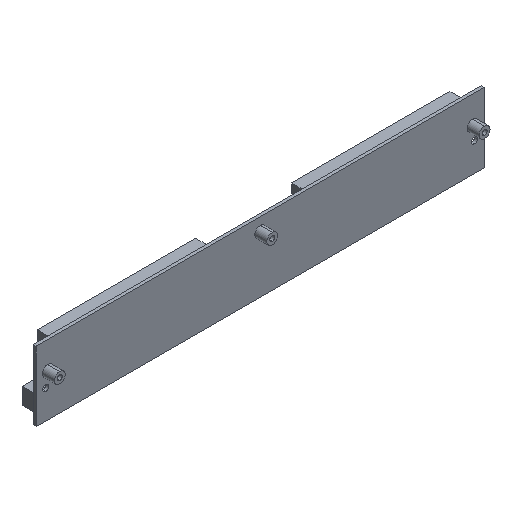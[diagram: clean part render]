
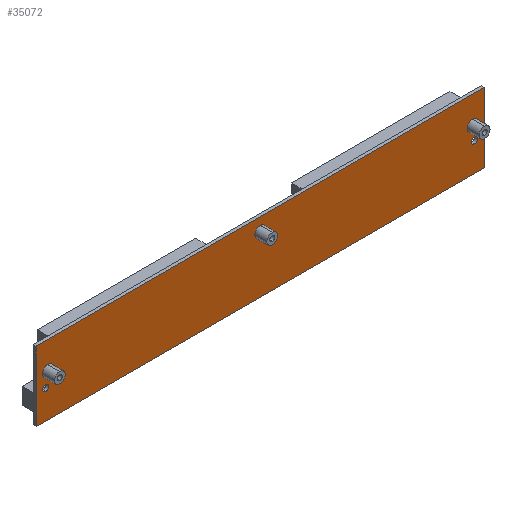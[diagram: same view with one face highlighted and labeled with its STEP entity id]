
A CAD part, isometric view. The second image highlights one B-rep face of the part: STEP entity #35072.
In plain terms, the highlighted planar face has unit normal (0, -1, 0).
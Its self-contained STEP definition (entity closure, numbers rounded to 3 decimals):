
#168 = DIRECTION ( 'NONE',  ( -1., 0., 0. ) ) ;
#425 = VERTEX_POINT ( 'NONE', #15583 ) ;
#719 = CARTESIAN_POINT ( 'NONE',  ( 110., -0.75, -3.3 ) ) ;
#1050 = ORIENTED_EDGE ( 'NONE', *, *, #22543, .F. ) ;
#1057 = CARTESIAN_POINT ( 'NONE',  ( 109., -0.75, 6.65 ) ) ;
#1494 = FACE_BOUND ( 'NONE', #21848, .T. ) ;
#1929 = DIRECTION ( 'NONE',  ( 0., 0., -1. ) ) ;
#2011 = ORIENTED_EDGE ( 'NONE', *, *, #9492, .T. ) ;
#2383 = EDGE_CURVE ( 'NONE', #26449, #14385, #14134, .T. ) ;
#3083 = ORIENTED_EDGE ( 'NONE', *, *, #8355, .F. ) ;
#3096 = VECTOR ( 'NONE', #168, 1000. ) ;
#3225 = CIRCLE ( 'NONE', #13885, 2.75 ) ;
#3270 = AXIS2_PLACEMENT_3D ( 'NONE', #34657, #26729, #1929 ) ;
#3616 = ORIENTED_EDGE ( 'NONE', *, *, #21080, .F. ) ;
#3975 = CARTESIAN_POINT ( 'NONE',  ( -109., -0.75, 3.9 ) ) ;
#4003 = CARTESIAN_POINT ( 'NONE',  ( 109., -0.75, 1.15 ) ) ;
#4135 = VERTEX_POINT ( 'NONE', #25872 ) ;
#4236 = EDGE_LOOP ( 'NONE', ( #6357, #33355 ) ) ;
#4298 = DIRECTION ( 'NONE',  ( 0., 1., 0. ) ) ;
#4536 = DIRECTION ( 'NONE',  ( 0., 0., -1. ) ) ;
#4704 = CARTESIAN_POINT ( 'NONE',  ( 0., -0.75, 11.2 ) ) ;
#5516 = CARTESIAN_POINT ( 'NONE',  ( 115., -0.75, 17.9 ) ) ;
#5894 = AXIS2_PLACEMENT_3D ( 'NONE', #3975, #31274, #20772 ) ;
#6357 = ORIENTED_EDGE ( 'NONE', *, *, #26502, .F. ) ;
#6524 = DIRECTION ( 'NONE',  ( 0., 0., 1. ) ) ;
#6532 = EDGE_CURVE ( 'NONE', #14385, #22245, #22074, .T. ) ;
#7103 = EDGE_CURVE ( 'NONE', #24225, #26449, #24023, .T. ) ;
#7106 = ORIENTED_EDGE ( 'NONE', *, *, #8074, .T. ) ;
#7338 = DIRECTION ( 'NONE',  ( 0., 1., 0. ) ) ;
#7993 = DIRECTION ( 'NONE',  ( 0., 0., 1. ) ) ;
#8074 = EDGE_CURVE ( 'NONE', #4135, #35325, #11038, .T. ) ;
#8355 = EDGE_CURVE ( 'NONE', #22245, #24225, #34119, .T. ) ;
#8642 = DIRECTION ( 'NONE',  ( 0., 0., 1. ) ) ;
#8728 = CARTESIAN_POINT ( 'NONE',  ( -109., -0.75, 1.15 ) ) ;
#9006 = CARTESIAN_POINT ( 'NONE',  ( -110., -0.75, -3.3 ) ) ;
#9190 = EDGE_CURVE ( 'NONE', #22421, #15299, #11282, .T. ) ;
#9249 = VECTOR ( 'NONE', #34525, 1000. ) ;
#9492 = EDGE_CURVE ( 'NONE', #15299, #22421, #35263, .T. ) ;
#10135 = CARTESIAN_POINT ( 'NONE',  ( 0., -0.75, 11.2 ) ) ;
#11038 = CIRCLE ( 'NONE', #17927, 1.55 ) ;
#11282 = CIRCLE ( 'NONE', #18102, 1.55 ) ;
#11806 = VERTEX_POINT ( 'NONE', #28428 ) ;
#12224 = AXIS2_PLACEMENT_3D ( 'NONE', #719, #17050, #6524 ) ;
#12376 = CIRCLE ( 'NONE', #12224, 1.55 ) ;
#13030 = ORIENTED_EDGE ( 'NONE', *, *, #9190, .T. ) ;
#13039 = DIRECTION ( 'NONE',  ( 0., 0., 1. ) ) ;
#13147 = ORIENTED_EDGE ( 'NONE', *, *, #21339, .T. ) ;
#13366 = FACE_BOUND ( 'NONE', #28903, .T. ) ;
#13885 = AXIS2_PLACEMENT_3D ( 'NONE', #4704, #29412, #23954 ) ;
#13933 = AXIS2_PLACEMENT_3D ( 'NONE', #9006, #17147, #8642 ) ;
#13957 = VECTOR ( 'NONE', #16962, 1000. ) ;
#14134 = LINE ( 'NONE', #24053, #23574 ) ;
#14351 = CARTESIAN_POINT ( 'NONE',  ( -110., -0.75, -4.85 ) ) ;
#14385 = VERTEX_POINT ( 'NONE', #16817 ) ;
#14494 = CIRCLE ( 'NONE', #15934, 2.75 ) ;
#15299 = VERTEX_POINT ( 'NONE', #15941 ) ;
#15509 = VERTEX_POINT ( 'NONE', #8728 ) ;
#15552 = DIRECTION ( 'NONE',  ( 0., -1., 0. ) ) ;
#15583 = CARTESIAN_POINT ( 'NONE',  ( -109., -0.75, 6.65 ) ) ;
#15696 = ORIENTED_EDGE ( 'NONE', *, *, #23131, .F. ) ;
#15934 = AXIS2_PLACEMENT_3D ( 'NONE', #29616, #18598, #32576 ) ;
#15941 = CARTESIAN_POINT ( 'NONE',  ( -110., -0.75, -1.75 ) ) ;
#16058 = CARTESIAN_POINT ( 'NONE',  ( 115., -0.75, -17.9 ) ) ;
#16796 = CIRCLE ( 'NONE', #5894, 2.75 ) ;
#16817 = CARTESIAN_POINT ( 'NONE',  ( -115., -0.75, 17.9 ) ) ;
#16962 = DIRECTION ( 'NONE',  ( 0., 0., -1. ) ) ;
#17050 = DIRECTION ( 'NONE',  ( 0., 1., 0. ) ) ;
#17147 = DIRECTION ( 'NONE',  ( 0., 1., 0. ) ) ;
#17872 = ORIENTED_EDGE ( 'NONE', *, *, #7103, .F. ) ;
#17927 = AXIS2_PLACEMENT_3D ( 'NONE', #29449, #7338, #13039 ) ;
#18102 = AXIS2_PLACEMENT_3D ( 'NONE', #20639, #4298, #23387 ) ;
#18550 = DIRECTION ( 'NONE',  ( 0., 0., -1. ) ) ;
#18598 = DIRECTION ( 'NONE',  ( 0., -1., 0. ) ) ;
#18666 = PLANE ( 'NONE',  #21392 ) ;
#19523 = ORIENTED_EDGE ( 'NONE', *, *, #2383, .F. ) ;
#20639 = CARTESIAN_POINT ( 'NONE',  ( -110., -0.75, -3.3 ) ) ;
#20680 = FACE_OUTER_BOUND ( 'NONE', #26435, .T. ) ;
#20772 = DIRECTION ( 'NONE',  ( 0., 0., -1. ) ) ;
#20989 = CARTESIAN_POINT ( 'NONE',  ( -115., -0.75, 17.9 ) ) ;
#21080 = EDGE_CURVE ( 'NONE', #425, #15509, #14494, .T. ) ;
#21122 = CARTESIAN_POINT ( 'NONE',  ( -115., -0.75, -17.9 ) ) ;
#21320 = EDGE_LOOP ( 'NONE', ( #13030, #2011 ) ) ;
#21339 = EDGE_CURVE ( 'NONE', #35325, #4135, #12376, .T. ) ;
#21392 = AXIS2_PLACEMENT_3D ( 'NONE', #16058, #24327, #18550 ) ;
#21783 = VERTEX_POINT ( 'NONE', #30260 ) ;
#21848 = EDGE_LOOP ( 'NONE', ( #13147, #7106 ) ) ;
#21880 = ORIENTED_EDGE ( 'NONE', *, *, #31475, .F. ) ;
#22074 = LINE ( 'NONE', #20989, #9249 ) ;
#22245 = VERTEX_POINT ( 'NONE', #26667 ) ;
#22421 = VERTEX_POINT ( 'NONE', #14351 ) ;
#22468 = CIRCLE ( 'NONE', #33550, 2.75 ) ;
#22543 = EDGE_CURVE ( 'NONE', #21783, #11806, #3225, .T. ) ;
#22734 = CARTESIAN_POINT ( 'NONE',  ( 110., -0.75, -4.85 ) ) ;
#23131 = EDGE_CURVE ( 'NONE', #11806, #21783, #22468, .T. ) ;
#23387 = DIRECTION ( 'NONE',  ( 0., 0., 1. ) ) ;
#23574 = VECTOR ( 'NONE', #7993, 1000. ) ;
#23954 = DIRECTION ( 'NONE',  ( 0., 0., -1. ) ) ;
#24023 = LINE ( 'NONE', #32857, #3096 ) ;
#24053 = CARTESIAN_POINT ( 'NONE',  ( -115., -0.75, 17.9 ) ) ;
#24118 = FACE_BOUND ( 'NONE', #21320, .T. ) ;
#24225 = VERTEX_POINT ( 'NONE', #33893 ) ;
#24280 = AXIS2_PLACEMENT_3D ( 'NONE', #26899, #15552, #32147 ) ;
#24327 = DIRECTION ( 'NONE',  ( 0., -1., 0. ) ) ;
#24952 = EDGE_LOOP ( 'NONE', ( #1050, #15696 ) ) ;
#25872 = CARTESIAN_POINT ( 'NONE',  ( 110., -0.75, -1.75 ) ) ;
#26435 = EDGE_LOOP ( 'NONE', ( #3083, #32291, #19523, #17872 ) ) ;
#26449 = VERTEX_POINT ( 'NONE', #21122 ) ;
#26502 = EDGE_CURVE ( 'NONE', #28614, #29154, #30619, .T. ) ;
#26667 = CARTESIAN_POINT ( 'NONE',  ( 115., -0.75, 17.9 ) ) ;
#26729 = DIRECTION ( 'NONE',  ( 0., -1., 0. ) ) ;
#26899 = CARTESIAN_POINT ( 'NONE',  ( 109., -0.75, 3.9 ) ) ;
#28114 = CIRCLE ( 'NONE', #24280, 2.75 ) ;
#28378 = FACE_BOUND ( 'NONE', #24952, .T. ) ;
#28428 = CARTESIAN_POINT ( 'NONE',  ( 0., -0.75, 8.45 ) ) ;
#28614 = VERTEX_POINT ( 'NONE', #1057 ) ;
#28903 = EDGE_LOOP ( 'NONE', ( #3616, #21880 ) ) ;
#29154 = VERTEX_POINT ( 'NONE', #4003 ) ;
#29412 = DIRECTION ( 'NONE',  ( 0., -1., 0. ) ) ;
#29449 = CARTESIAN_POINT ( 'NONE',  ( 110., -0.75, -3.3 ) ) ;
#29616 = CARTESIAN_POINT ( 'NONE',  ( -109., -0.75, 3.9 ) ) ;
#30260 = CARTESIAN_POINT ( 'NONE',  ( 0., -0.75, 13.95 ) ) ;
#30619 = CIRCLE ( 'NONE', #3270, 2.75 ) ;
#31274 = DIRECTION ( 'NONE',  ( 0., -1., 0. ) ) ;
#31475 = EDGE_CURVE ( 'NONE', #15509, #425, #16796, .T. ) ;
#32147 = DIRECTION ( 'NONE',  ( 0., 0., -1. ) ) ;
#32210 = FACE_BOUND ( 'NONE', #4236, .T. ) ;
#32291 = ORIENTED_EDGE ( 'NONE', *, *, #6532, .F. ) ;
#32576 = DIRECTION ( 'NONE',  ( 0., 0., -1. ) ) ;
#32713 = EDGE_CURVE ( 'NONE', #29154, #28614, #28114, .T. ) ;
#32857 = CARTESIAN_POINT ( 'NONE',  ( -115., -0.75, -17.9 ) ) ;
#33355 = ORIENTED_EDGE ( 'NONE', *, *, #32713, .F. ) ;
#33550 = AXIS2_PLACEMENT_3D ( 'NONE', #10135, #34677, #4536 ) ;
#33893 = CARTESIAN_POINT ( 'NONE',  ( 115., -0.75, -17.9 ) ) ;
#34119 = LINE ( 'NONE', #5516, #13957 ) ;
#34525 = DIRECTION ( 'NONE',  ( 1., 0., 0. ) ) ;
#34657 = CARTESIAN_POINT ( 'NONE',  ( 109., -0.75, 3.9 ) ) ;
#34677 = DIRECTION ( 'NONE',  ( 0., -1., 0. ) ) ;
#35072 = ADVANCED_FACE ( 'NONE', ( #28378, #1494, #20680, #24118, #13366, #32210 ), #18666, .T. ) ;
#35263 = CIRCLE ( 'NONE', #13933, 1.55 ) ;
#35325 = VERTEX_POINT ( 'NONE', #22734 ) ;
